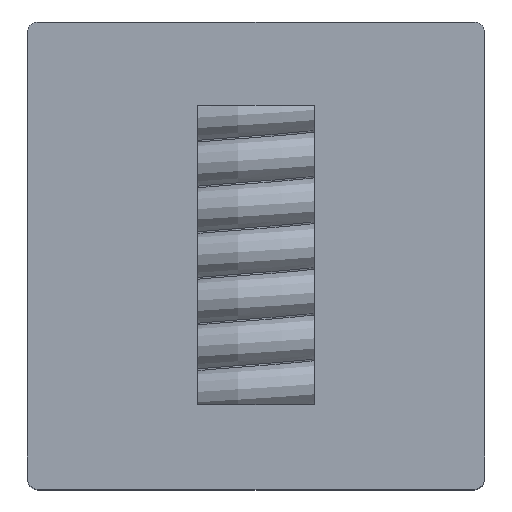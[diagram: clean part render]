
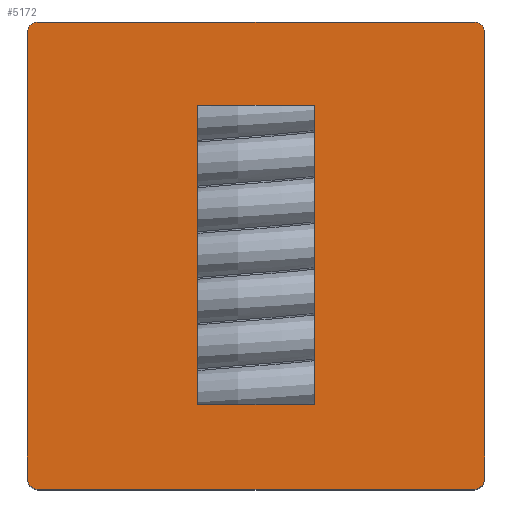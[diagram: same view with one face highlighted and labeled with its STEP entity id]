
A CAD part, top view. The second image highlights one B-rep face of the part: STEP entity #5172.
In plain terms, the highlighted planar face has unit normal (0, 0, 1).
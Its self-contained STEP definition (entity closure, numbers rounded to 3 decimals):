
#20=LINE('',#8151,#356);
#39=LINE('',#8543,#375);
#46=LINE('',#8558,#382);
#51=LINE('',#8569,#387);
#57=LINE('',#8582,#393);
#60=LINE('',#8588,#396);
#63=LINE('',#8592,#399);
#65=LINE('',#8605,#401);
#356=VECTOR('',#5577,1000.);
#375=VECTOR('',#5604,1000.);
#382=VECTOR('',#5615,1000.);
#387=VECTOR('',#5624,1000.);
#393=VECTOR('',#5632,1000.);
#396=VECTOR('',#5641,1000.);
#399=VECTOR('',#5646,1000.);
#401=VECTOR('',#5664,1000.);
#1187=ORIENTED_EDGE('',*,*,#2235,.T.);
#1188=ORIENTED_EDGE('',*,*,#2218,.T.);
#1189=ORIENTED_EDGE('',*,*,#2232,.T.);
#1190=ORIENTED_EDGE('',*,*,#2211,.T.);
#1191=ORIENTED_EDGE('',*,*,#2241,.T.);
#1192=ORIENTED_EDGE('',*,*,#2229,.F.);
#1193=ORIENTED_EDGE('',*,*,#2242,.T.);
#1194=ORIENTED_EDGE('',*,*,#2243,.F.);
#1195=ORIENTED_EDGE('',*,*,#2244,.T.);
#1196=ORIENTED_EDGE('',*,*,#2223,.T.);
#1197=ORIENTED_EDGE('',*,*,#2245,.T.);
#1198=ORIENTED_EDGE('',*,*,#2097,.T.);
#2097=EDGE_CURVE('',#2641,#2640,#20,.T.);
#2211=EDGE_CURVE('',#2750,#2752,#39,.T.);
#2218=EDGE_CURVE('',#2756,#2758,#46,.T.);
#2223=EDGE_CURVE('',#2763,#2762,#51,.T.);
#2229=EDGE_CURVE('',#2768,#2765,#57,.T.);
#2232=EDGE_CURVE('',#2758,#2750,#60,.T.);
#2235=EDGE_CURVE('',#2752,#2756,#63,.T.);
#2241=EDGE_CURVE('',#2640,#2765,#2947,.F.);
#2242=EDGE_CURVE('',#2768,#2771,#2948,.F.);
#2243=EDGE_CURVE('',#2772,#2771,#65,.T.);
#2244=EDGE_CURVE('',#2772,#2763,#2949,.F.);
#2245=EDGE_CURVE('',#2762,#2641,#2950,.F.);
#2640=VERTEX_POINT('',#8150);
#2641=VERTEX_POINT('',#8152);
#2750=VERTEX_POINT('',#8538);
#2752=VERTEX_POINT('',#8542);
#2756=VERTEX_POINT('',#8553);
#2758=VERTEX_POINT('',#8557);
#2762=VERTEX_POINT('',#8568);
#2763=VERTEX_POINT('',#8570);
#2765=VERTEX_POINT('',#8576);
#2768=VERTEX_POINT('',#8581);
#2771=VERTEX_POINT('',#8604);
#2772=VERTEX_POINT('',#8606);
#2947=CIRCLE('',#5394,0.3);
#2948=CIRCLE('',#5395,0.3);
#2949=CIRCLE('',#5396,0.3);
#2950=CIRCLE('',#5397,0.3);
#3007=EDGE_LOOP('',(#1187,#1188,#1189,#1190));
#3008=EDGE_LOOP('',(#1191,#1192,#1193,#1194,#1195,#1196,#1197,#1198));
#3259=FACE_BOUND('',#3007,.T.);
#3260=FACE_BOUND('',#3008,.T.);
#3472=PLANE('',#5393);
#5172=ADVANCED_FACE('',(#3259,#3260),#3472,.F.);
#5393=AXIS2_PLACEMENT_3D('',#8601,#5658,#5659);
#5394=AXIS2_PLACEMENT_3D('',#8602,#5660,#5661);
#5395=AXIS2_PLACEMENT_3D('',#8603,#5662,#5663);
#5396=AXIS2_PLACEMENT_3D('',#8607,#5665,#5666);
#5397=AXIS2_PLACEMENT_3D('',#8608,#5667,#5668);
#5577=DIRECTION('',(-1.,0.,0.));
#5604=DIRECTION('',(1.,0.,0.));
#5615=DIRECTION('',(-1.,0.,0.));
#5624=DIRECTION('',(0.,1.,0.));
#5632=DIRECTION('',(0.,1.,0.));
#5641=DIRECTION('',(0.,1.,0.));
#5646=DIRECTION('',(0.,-1.,0.));
#5658=DIRECTION('',(0.,0.,-1.));
#5659=DIRECTION('',(-1.,0.,0.));
#5660=DIRECTION('',(0.,0.,-1.));
#5661=DIRECTION('',(-1.,0.,0.));
#5662=DIRECTION('',(0.,0.,-1.));
#5663=DIRECTION('',(-1.,0.,0.));
#5664=DIRECTION('',(-1.,0.,0.));
#5665=DIRECTION('',(0.,0.,-1.));
#5666=DIRECTION('',(-1.,0.,0.));
#5667=DIRECTION('',(0.,0.,-1.));
#5668=DIRECTION('',(-1.,0.,0.));
#8150=CARTESIAN_POINT('',(-6.45,6.9,6.75));
#8151=CARTESIAN_POINT('',(6.75,6.9,6.75));
#8152=CARTESIAN_POINT('',(6.45,6.9,6.75));
#8538=CARTESIAN_POINT('',(-1.727,4.446,6.75));
#8542=CARTESIAN_POINT('',(1.727,4.446,6.75));
#8543=CARTESIAN_POINT('',(-1.727,4.446,6.75));
#8553=CARTESIAN_POINT('',(1.727,-4.405,6.75));
#8557=CARTESIAN_POINT('',(-1.727,-4.405,6.75));
#8558=CARTESIAN_POINT('',(1.727,-4.405,6.75));
#8568=CARTESIAN_POINT('',(6.75,6.6,6.75));
#8569=CARTESIAN_POINT('',(6.75,-6.9,6.75));
#8570=CARTESIAN_POINT('',(6.75,-6.6,6.75));
#8576=CARTESIAN_POINT('',(-6.75,6.6,6.75));
#8581=CARTESIAN_POINT('',(-6.75,-6.6,6.75));
#8582=CARTESIAN_POINT('',(-6.75,-6.9,6.75));
#8588=CARTESIAN_POINT('',(-1.727,-5.442,6.75));
#8592=CARTESIAN_POINT('',(1.727,5.442,6.75));
#8601=CARTESIAN_POINT('',(6.75,-6.9,6.75));
#8602=CARTESIAN_POINT('',(-6.45,6.6,6.75));
#8603=CARTESIAN_POINT('',(-6.45,-6.6,6.75));
#8604=CARTESIAN_POINT('',(-6.45,-6.9,6.75));
#8605=CARTESIAN_POINT('',(6.75,-6.9,6.75));
#8606=CARTESIAN_POINT('',(6.45,-6.9,6.75));
#8607=CARTESIAN_POINT('',(6.45,-6.6,6.75));
#8608=CARTESIAN_POINT('',(6.45,6.6,6.75));
